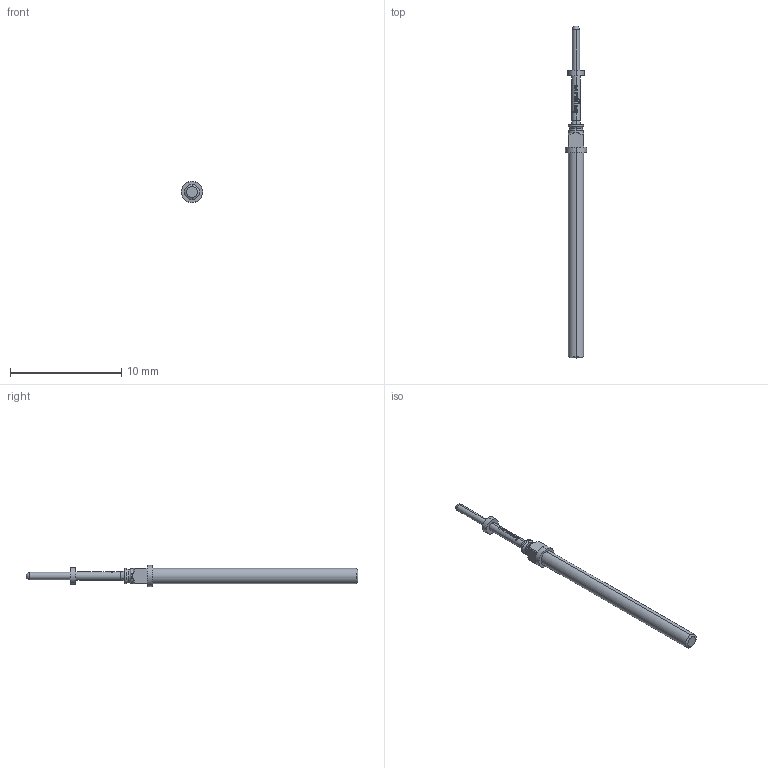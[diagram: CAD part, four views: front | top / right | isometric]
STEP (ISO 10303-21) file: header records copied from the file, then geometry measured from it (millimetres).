
FILE_DESCRIPTION (( 'STEP AP203' ), '1' );
FILE_NAME ('INGUN_T-899_305_065_400_150_X_xx02_M_0.STEP', '2017-07-25T08:11:10', ( '' ), ( '' ), 'SwSTEP 2.0', 'SolidWorks 2016', '' );
FILE_SCHEMA (( 'CONFIG_CONTROL_DESIGN' ));
Length unit declared in the file: millimetre
Products named in the file (2): INGUN_T-899_305_065_400_150_X_xx02_M_0
Bounding box: 1.9 x 29.9 x 1.9 mm (x, y, z)
Volume: 36.2 mm3; surface area: 121 mm2
Topology: 1 solids, 1 shells, 111 faces, 302 edges, 198 vertices
Faces by surface type: plane 54, cylinder 24, bspline 22, cone 6, torus 4, sphere 1
Entity records: 3912 total; most frequent: CARTESIAN_POINT 1116, ORIENTED_EDGE 598, DIRECTION 495, EDGE_CURVE 299, AXIS2_PLACEMENT_3D 197, VERTEX_POINT 196, EDGE_LOOP 117, FACE_OUTER_BOUND 111
